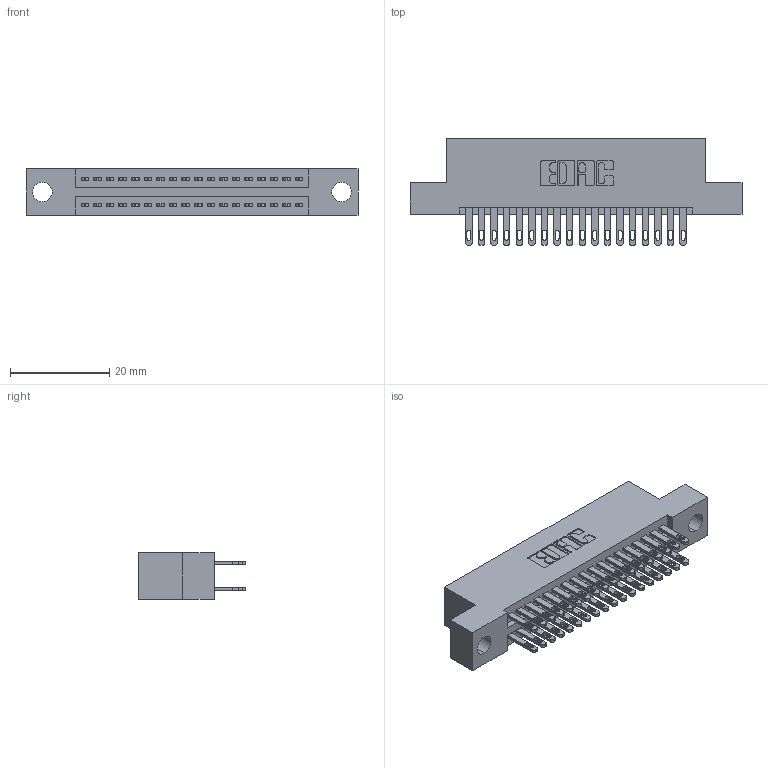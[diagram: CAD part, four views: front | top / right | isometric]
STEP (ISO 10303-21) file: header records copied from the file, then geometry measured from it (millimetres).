
FILE_DESCRIPTION (( 'STEP AP203' ), '1' );
FILE_NAME ('895-036-500-204.STEP', '2020-09-25T22:57:55', ( '' ), ( '' ), 'SwSTEP 2.0', 'SolidWorks 2020', '' );
FILE_SCHEMA (( 'CONFIG_CONTROL_DESIGN' ));
Length unit declared in the file: inch
Products named in the file (3): 845 Part_Flush Mounting Lugs - 0.156 Dia-TH; 345-292-001_345-293-100; 895-036-500-204
Assembly tree (37 placements, depth 2):
  895-036-500-204
    845 Part_Flush Mounting Lugs - 0.156 Dia-TH
    345-292-001_345-293-100  x36
Bounding box: 66.93 x 21.51 x 9.4 mm (x, y, z)
Volume: 6300.9 mm3; surface area: 9031.4 mm2
Topology: 37 solids, 37 shells, 1782 faces, 5417 edges, 3610 vertices
Faces by surface type: plane 1052, cylinder 730
Entity records: 17287 total; most frequent: CARTESIAN_POINT 2920, ORIENTED_EDGE 2854, DIRECTION 2607, EDGE_CURVE 1427, VECTOR 1219, LINE 1219, VERTEX_POINT 950, AXIS2_PLACEMENT_3D 694
